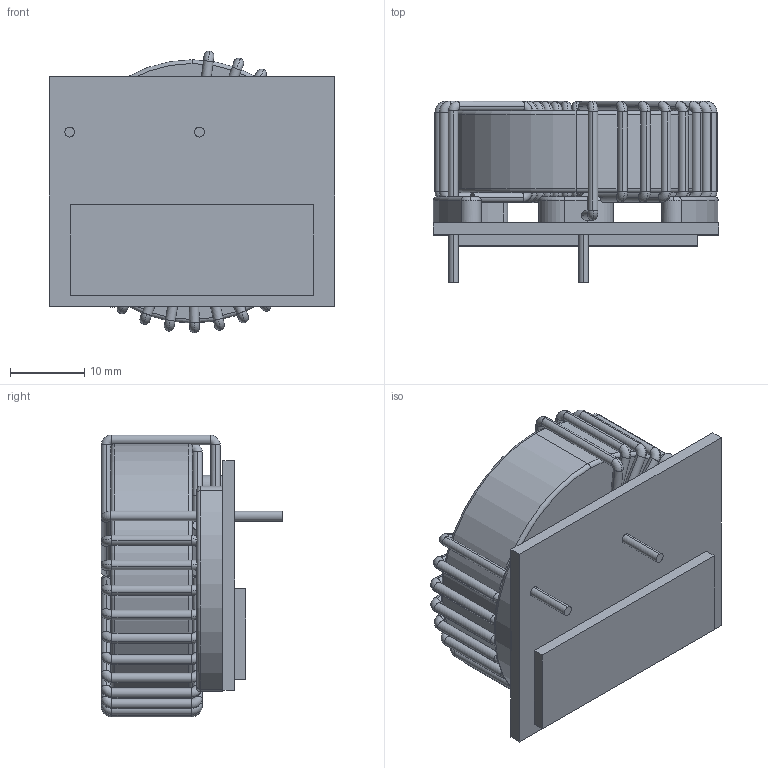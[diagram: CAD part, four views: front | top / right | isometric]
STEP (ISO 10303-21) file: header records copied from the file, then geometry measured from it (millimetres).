
FILE_DESCRIPTION (( 'STEP AP214' ), '1' );
FILE_NAME ('S14100032.STEP', '2021-08-10T23:22:09', ( '' ), ( '' ), 'SwSTEP 2.0', 'SolidWorks 2017', '' );
FILE_SCHEMA (( 'AUTOMOTIVE_DESIGN' ));
Length unit declared in the file: millimetre
Products named in the file (1): S14100032
Bounding box: 38.5 x 24.5 x 38 mm (x, y, z)
Volume: 13713 mm3; surface area: 13142.2 mm2
Topology: 36 solids, 36 shells, 559 faces, 1596 edges, 1054 vertices
Faces by surface type: cylinder 270, torus 240, plane 49
Entity records: 19873 total; most frequent: CARTESIAN_POINT 3843, DIRECTION 3806, ORIENTED_EDGE 3184, AXIS2_PLACEMENT_3D 1745, EDGE_CURVE 1592, CIRCLE 1185, VERTEX_POINT 1054, EDGE_LOOP 566
